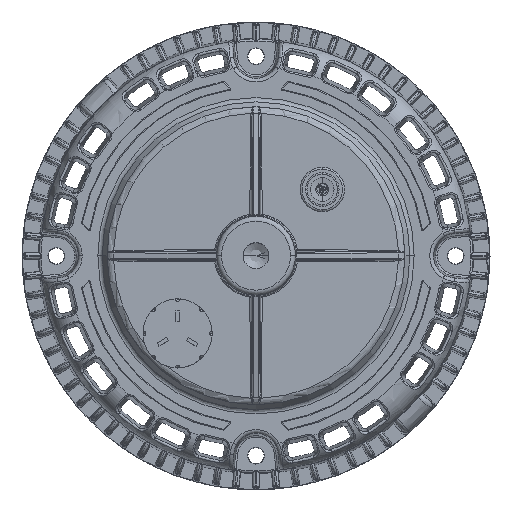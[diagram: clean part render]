
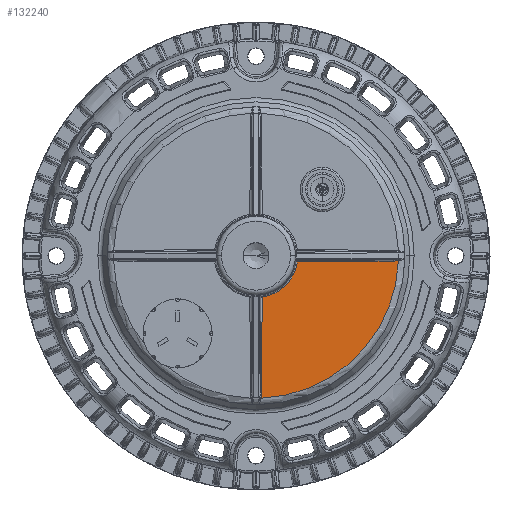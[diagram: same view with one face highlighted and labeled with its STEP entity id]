
A CAD part, top view. The second image highlights one B-rep face of the part: STEP entity #132240.
In plain terms, the highlighted planar face has unit normal (0, 0, 1).
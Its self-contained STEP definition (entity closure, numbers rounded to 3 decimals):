
#18931 = ORIENTED_EDGE ( 'NONE', *, *, #55568, .T. ) ;
#18933 = ORIENTED_EDGE ( 'NONE', *, *, #55569, .T. ) ;
#18935 = ORIENTED_EDGE ( 'NONE', *, *, #55562, .T. ) ;
#18937 = ORIENTED_EDGE ( 'NONE', *, *, #55570, .T. ) ;
#18939 = ORIENTED_EDGE ( 'NONE', *, *, #55571, .T. ) ;
#18940 = ORIENTED_EDGE ( 'NONE', *, *, #55572, .T. ) ;
#18942 = ORIENTED_EDGE ( 'NONE', *, *, #55573, .T. ) ;
#18944 = ORIENTED_EDGE ( 'NONE', *, *, #55574, .T. ) ;
#21697 = VERTEX_POINT ( 'NONE', #87367 ) ;
#21715 = VERTEX_POINT ( 'NONE', #87381 ) ;
#21736 = VERTEX_POINT ( 'NONE', #87393 ) ;
#21739 = VERTEX_POINT ( 'NONE', #87399 ) ;
#21741 = VERTEX_POINT ( 'NONE', #87401 ) ;
#21751 = VERTEX_POINT ( 'NONE', #87408 ) ;
#21753 = VERTEX_POINT ( 'NONE', #87404 ) ;
#21754 = VERTEX_POINT ( 'NONE', #87410 ) ;
#36569 = AXIS2_PLACEMENT_3D ( 'NONE', #69208, #69213, #69214 ) ;
#55562 = EDGE_CURVE ( 'NONE', #21697, #21739, #125915, .T. ) ;
#55568 = EDGE_CURVE ( 'NONE', #21741, #21736, #112307, .T. ) ;
#55569 = EDGE_CURVE ( 'NONE', #21736, #21697, #112506, .T. ) ;
#55570 = EDGE_CURVE ( 'NONE', #21739, #21715, #112322, .T. ) ;
#55571 = EDGE_CURVE ( 'NONE', #21715, #21751, #112320, .T. ) ;
#55572 = EDGE_CURVE ( 'NONE', #21751, #21753, #125919, .T. ) ;
#55573 = EDGE_CURVE ( 'NONE', #21753, #21754, #125921, .T. ) ;
#55574 = EDGE_CURVE ( 'NONE', #21754, #21741, #125925, .T. ) ;
#57845 = FACE_OUTER_BOUND ( 'NONE', #77143, .T. ) ;
#69208 = CARTESIAN_POINT ( 'NONE',  ( 0., 0., 60.5 ) ) ;
#69209 = PLANE ( 'NONE',  #36569 ) ;
#69213 = DIRECTION ( 'NONE',  ( 0., 0., 1. ) ) ;
#69214 = DIRECTION ( 'NONE',  ( 1., 0., 0. ) ) ;
#77143 = EDGE_LOOP ( 'NONE', ( #18931, #18933, #18935, #18937, #18939, #18940, #18942, #18944 ) ) ;
#79968 = AXIS2_PLACEMENT_3D ( 'NONE', #131130, #131132, #131135 ) ;
#79975 = AXIS2_PLACEMENT_3D ( 'NONE', #131332, #131333, #131335 ) ;
#87367 = CARTESIAN_POINT ( 'NONE',  ( 2.033, -57.768, 60.5 ) ) ;
#87381 = CARTESIAN_POINT ( 'NONE',  ( 57.67, -2.045, 60.5 ) ) ;
#87393 = CARTESIAN_POINT ( 'NONE',  ( 2.045, -57.67, 60.5 ) ) ;
#87399 = CARTESIAN_POINT ( 'NONE',  ( 57.768, -2.033, 60.5 ) ) ;
#87401 = CARTESIAN_POINT ( 'NONE',  ( 2.158, -55.614, 60.5 ) ) ;
#87404 = CARTESIAN_POINT ( 'NONE',  ( 16.793, -2.53, 60.5 ) ) ;
#87408 = CARTESIAN_POINT ( 'NONE',  ( 55.614, -2.158, 60.5 ) ) ;
#87410 = CARTESIAN_POINT ( 'NONE',  ( 2.53, -16.793, 60.5 ) ) ;
#112307 =( BOUNDED_CURVE ( )  B_SPLINE_CURVE ( 3, ( #131263, #131261, #131274, #131276 ),
 .UNSPECIFIED., .F., .F. ) 
 B_SPLINE_CURVE_WITH_KNOTS ( ( 4, 4 ),
 ( 1.642, 2.079 ),
 .UNSPECIFIED. ) 
 CURVE ( )  GEOMETRIC_REPRESENTATION_ITEM ( )  RATIONAL_B_SPLINE_CURVE ( ( 1., 0.984, 0.984, 1. ) ) 
 REPRESENTATION_ITEM ( '' )  );
#112320 =( BOUNDED_CURVE ( )  B_SPLINE_CURVE ( 3, ( #131300, #131297, #131311, #131312 ),
 .UNSPECIFIED., .F., .F. ) 
 B_SPLINE_CURVE_WITH_KNOTS ( ( 4, 4 ),
 ( 1.063, 1.5 ),
 .UNSPECIFIED. ) 
 CURVE ( )  GEOMETRIC_REPRESENTATION_ITEM ( )  RATIONAL_B_SPLINE_CURVE ( ( 1., 0.984, 0.984, 1. ) ) 
 REPRESENTATION_ITEM ( '' )  );
#112322 = B_SPLINE_CURVE_WITH_KNOTS ( 'NONE', 3,
 ( #131286, #131285, #131302, #131304 ),
 .UNSPECIFIED., .F., .F.,
 ( 4, 4 ),
 ( 0., 0. ),
 .UNSPECIFIED. ) ;
#112506 = B_SPLINE_CURVE_WITH_KNOTS ( 'NONE', 3,
 ( #131272, #131269, #131289, #131292 ),
 .UNSPECIFIED., .F., .F.,
 ( 4, 4 ),
 ( 0., 0. ),
 .UNSPECIFIED. ) ;
#125915 = CIRCLE ( 'NONE', #79968, 57.804 ) ;
#125919 = LINE ( 'NONE', #131318, #125923 ) ;
#125921 = CIRCLE ( 'NONE', #79975, 16.983 ) ;
#125923 = VECTOR ( 'NONE', #131323, 1000. ) ;
#125925 = LINE ( 'NONE', #131308, #125929 ) ;
#125929 = VECTOR ( 'NONE', #131306, 1000. ) ;
#131130 = CARTESIAN_POINT ( 'NONE',  ( 0., 0., 60.5 ) ) ;
#131132 = DIRECTION ( 'NONE',  ( 0., 0., 1. ) ) ;
#131135 = DIRECTION ( 'NONE',  ( 1., 0., 0. ) ) ;
#131261 = CARTESIAN_POINT ( 'NONE',  ( 2.151, -56.338, 60.5 ) ) ;
#131263 = CARTESIAN_POINT ( 'NONE',  ( 2.158, -55.614, 60.5 ) ) ;
#131269 = CARTESIAN_POINT ( 'NONE',  ( 2.041, -57.703, 60.5 ) ) ;
#131272 = CARTESIAN_POINT ( 'NONE',  ( 2.045, -57.67, 60.5 ) ) ;
#131274 = CARTESIAN_POINT ( 'NONE',  ( 2.113, -57.035, 60.5 ) ) ;
#131276 = CARTESIAN_POINT ( 'NONE',  ( 2.045, -57.67, 60.5 ) ) ;
#131285 = CARTESIAN_POINT ( 'NONE',  ( 57.735, -2.037, 60.5 ) ) ;
#131286 = CARTESIAN_POINT ( 'NONE',  ( 57.768, -2.033, 60.5 ) ) ;
#131289 = CARTESIAN_POINT ( 'NONE',  ( 2.037, -57.735, 60.5 ) ) ;
#131292 = CARTESIAN_POINT ( 'NONE',  ( 2.033, -57.768, 60.5 ) ) ;
#131297 = CARTESIAN_POINT ( 'NONE',  ( 57.035, -2.113, 60.5 ) ) ;
#131300 = CARTESIAN_POINT ( 'NONE',  ( 57.67, -2.045, 60.5 ) ) ;
#131302 = CARTESIAN_POINT ( 'NONE',  ( 57.703, -2.041, 60.5 ) ) ;
#131304 = CARTESIAN_POINT ( 'NONE',  ( 57.67, -2.045, 60.5 ) ) ;
#131306 = DIRECTION ( 'NONE',  ( -0.01, -1., 0. ) ) ;
#131308 = CARTESIAN_POINT ( 'NONE',  ( 2.691, -0.026, 60.5 ) ) ;
#131311 = CARTESIAN_POINT ( 'NONE',  ( 56.338, -2.151, 60.5 ) ) ;
#131312 = CARTESIAN_POINT ( 'NONE',  ( 55.614, -2.158, 60.5 ) ) ;
#131318 = CARTESIAN_POINT ( 'NONE',  ( 0.026, -2.691, 60.5 ) ) ;
#131323 = DIRECTION ( 'NONE',  ( -1., -0.01, 0. ) ) ;
#131332 = CARTESIAN_POINT ( 'NONE',  ( 0., 0., 60.5 ) ) ;
#131333 = DIRECTION ( 'NONE',  ( 0., 0., -1. ) ) ;
#131335 = DIRECTION ( 'NONE',  ( 1., 0., 0. ) ) ;
#132240 = ADVANCED_FACE ( 'NONE', ( #57845 ), #69209, .T. ) ;
